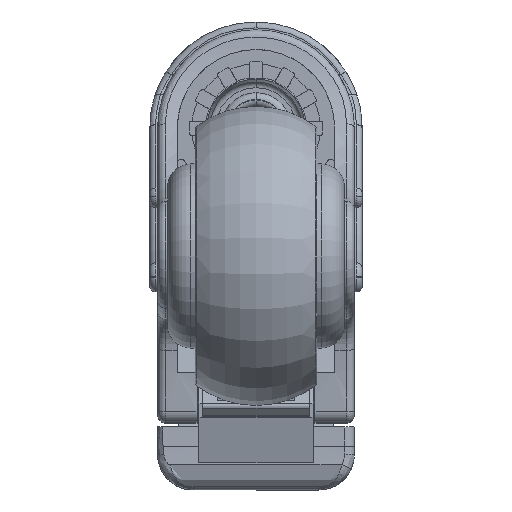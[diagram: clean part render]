
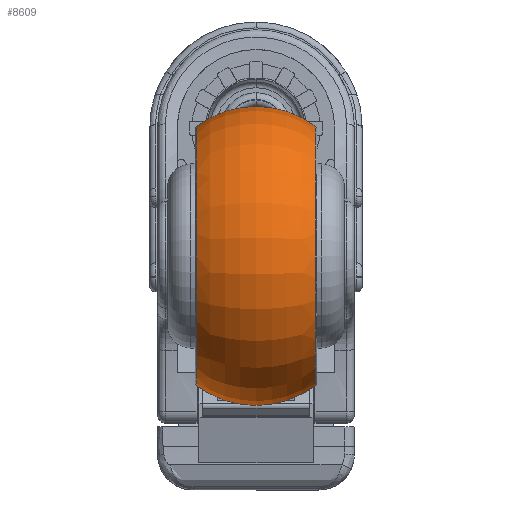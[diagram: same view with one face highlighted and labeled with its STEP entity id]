
A CAD part, front view. The second image highlights one B-rep face of the part: STEP entity #8609.
In plain terms, the highlighted toroidal (fillet/blend) face has major radius 13 mm and minor radius 25 mm.
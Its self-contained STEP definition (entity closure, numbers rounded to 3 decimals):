
#573 = DIRECTION ( 'NONE',  ( 0., 1., 0. ) ) ;
#1313 = CARTESIAN_POINT ( 'NONE',  ( 15.104, 0., -32.921 ) ) ;
#1371 = DIRECTION ( 'NONE',  ( 0., 0., -1. ) ) ;
#3557 = DIRECTION ( 'NONE',  ( 0., -1., 0. ) ) ;
#4135 = CARTESIAN_POINT ( 'NONE',  ( 15.104, 0., 32.921 ) ) ;
#4658 = VERTEX_POINT ( 'NONE', #4135 ) ;
#5985 = DIRECTION ( 'NONE',  ( 1., 0., 0. ) ) ;
#6104 = CARTESIAN_POINT ( 'NONE',  ( -15.104, 0., -32.921 ) ) ;
#6187 = AXIS2_PLACEMENT_3D ( 'NONE', #24844, #5985, #14401 ) ;
#6208 = CIRCLE ( 'NONE', #6187, 32.921 ) ;
#8609 = ADVANCED_FACE ( 'NONE', ( #11467 ), #23357, .T. ) ;
#8955 = DIRECTION ( 'NONE',  ( 0., 0., 1. ) ) ;
#9409 = CARTESIAN_POINT ( 'NONE',  ( 0., 0., 0. ) ) ;
#10406 = ORIENTED_EDGE ( 'NONE', *, *, #11468, .F. ) ;
#11092 = EDGE_LOOP ( 'NONE', ( #27195, #21433, #16007, #10406 ) ) ;
#11467 = FACE_OUTER_BOUND ( 'NONE', #11092, .T. ) ;
#11468 = EDGE_CURVE ( 'NONE', #4658, #21848, #6208, .T. ) ;
#11827 = CARTESIAN_POINT ( 'NONE',  ( -15.104, 0., 0. ) ) ;
#11962 = DIRECTION ( 'NONE',  ( 0., 0., -1. ) ) ;
#12191 = EDGE_CURVE ( 'NONE', #21506, #4658, #23380, .T. ) ;
#12693 = AXIS2_PLACEMENT_3D ( 'NONE', #22411, #3557, #11962 ) ;
#13130 = CIRCLE ( 'NONE', #12693, 25. ) ;
#14401 = DIRECTION ( 'NONE',  ( 0., 0., -1. ) ) ;
#16007 = ORIENTED_EDGE ( 'NONE', *, *, #24784, .T. ) ;
#16645 = AXIS2_PLACEMENT_3D ( 'NONE', #11827, #20219, #1371 ) ;
#16744 = CARTESIAN_POINT ( 'NONE',  ( -15.104, 0., 32.921 ) ) ;
#17511 = CIRCLE ( 'NONE', #16645, 32.921 ) ;
#17791 = DIRECTION ( 'NONE',  ( 1., 0., 0. ) ) ;
#19408 = CARTESIAN_POINT ( 'NONE',  ( 0., 0., 13. ) ) ;
#20219 = DIRECTION ( 'NONE',  ( 1., 0., 0. ) ) ;
#21433 = ORIENTED_EDGE ( 'NONE', *, *, #24745, .T. ) ;
#21506 = VERTEX_POINT ( 'NONE', #16744 ) ;
#21848 = VERTEX_POINT ( 'NONE', #1313 ) ;
#22411 = CARTESIAN_POINT ( 'NONE',  ( 0., 0., -13. ) ) ;
#22988 = AXIS2_PLACEMENT_3D ( 'NONE', #19408, #573, #8955 ) ;
#23341 = AXIS2_PLACEMENT_3D ( 'NONE', #9409, #17791, #26189 ) ;
#23357 = TOROIDAL_SURFACE ( 'NONE', #23341, 13., 25. ) ;
#23380 = CIRCLE ( 'NONE', #22988, 25. ) ;
#24745 = EDGE_CURVE ( 'NONE', #21506, #25607, #17511, .T. ) ;
#24784 = EDGE_CURVE ( 'NONE', #25607, #21848, #13130, .T. ) ;
#24844 = CARTESIAN_POINT ( 'NONE',  ( 15.104, 0., 0. ) ) ;
#25607 = VERTEX_POINT ( 'NONE', #6104 ) ;
#26189 = DIRECTION ( 'NONE',  ( 0., 0., -1. ) ) ;
#27195 = ORIENTED_EDGE ( 'NONE', *, *, #12191, .F. ) ;
